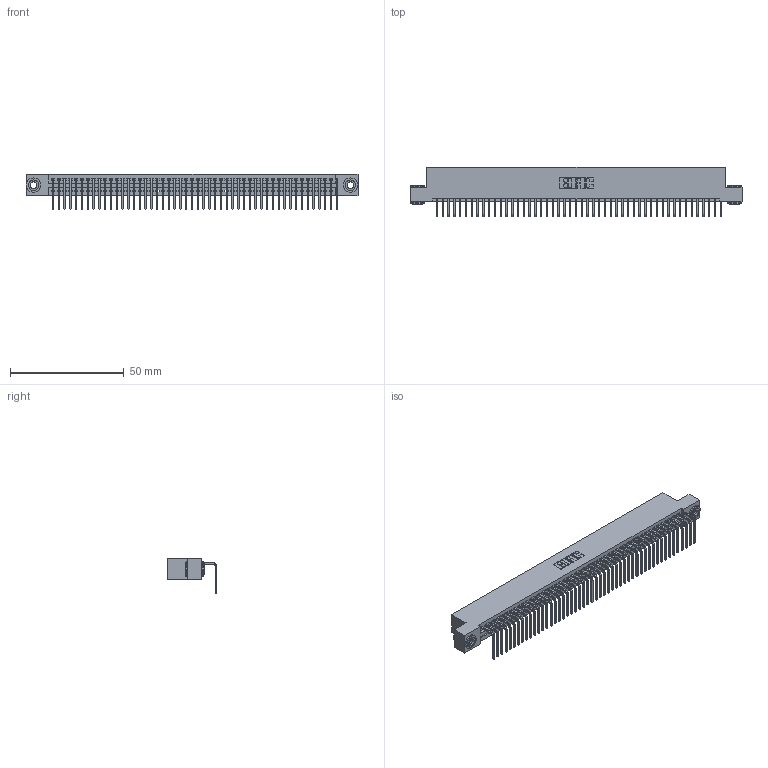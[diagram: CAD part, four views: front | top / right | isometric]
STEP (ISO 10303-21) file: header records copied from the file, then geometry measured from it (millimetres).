
FILE_DESCRIPTION (( 'STEP AP203' ), '1' );
FILE_NAME ('345-050-558-103.STEP', '2019-10-10T18:15:41', ( '' ), ( '' ), 'SwSTEP 2.0', 'SolidWorks 2016', '' );
FILE_SCHEMA (( 'CONFIG_CONTROL_DESIGN' ));
Length unit declared in the file: inch
Products named in the file (4): 345-292-001_558 Tail - 2; 345-250-002_345-250-002-102; 345-050-558-103; 345 Part_Flush Mounting Lugs - 0.156 Dia-TH
Assembly tree (53 placements, depth 2):
  345-050-558-103
    345 Part_Flush Mounting Lugs - 0.156 Dia-TH
    345-292-001_558 Tail - 2  x50
    345-250-002_345-250-002-102  x2
Bounding box: 145.67 x 21.83 x 15.37 mm (x, y, z)
Volume: 14090.6 mm3; surface area: 20074.4 mm2
Topology: 53 solids, 53 shells, 3148 faces, 9463 edges, 6238 vertices
Faces by surface type: plane 2176, cylinder 964, cone 8
Entity records: 36702 total; most frequent: CARTESIAN_POINT 6331, ORIENTED_EDGE 6306, DIRECTION 5551, EDGE_CURVE 3153, LINE 2801, VECTOR 2801, VERTEX_POINT 2098, AXIS2_PLACEMENT_3D 1375
